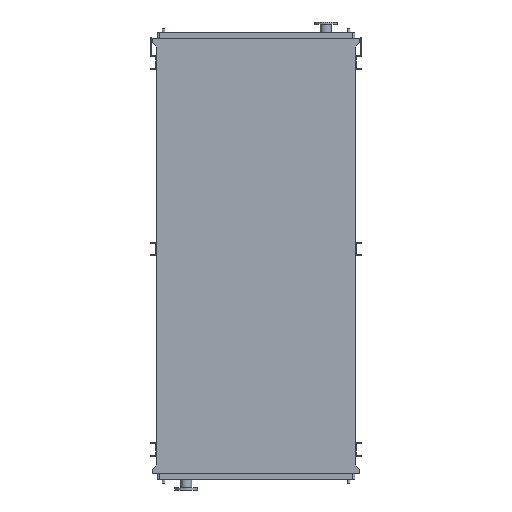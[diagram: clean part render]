
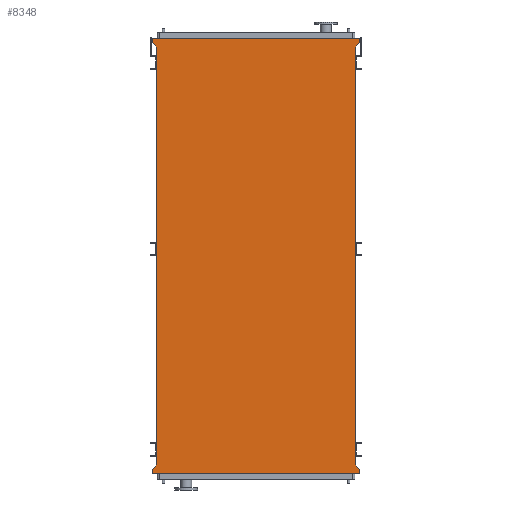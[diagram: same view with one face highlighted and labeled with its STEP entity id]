
A CAD part, front view. The second image highlights one B-rep face of the part: STEP entity #8348.
In plain terms, the highlighted planar face has unit normal (0, -1, 0).
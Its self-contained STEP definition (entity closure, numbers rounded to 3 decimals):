
#342 = DIRECTION ( 'NONE',  ( 0., 0., -1. ) ) ;
#364 = CARTESIAN_POINT ( 'NONE',  ( 1011., 0., 95. ) ) ;
#911 = CARTESIAN_POINT ( 'NONE',  ( -965., 0., 0. ) ) ;
#986 = LINE ( 'NONE', #20248, #5276 ) ;
#1179 = CARTESIAN_POINT ( 'NONE',  ( 1011., 0., 95. ) ) ;
#1441 = LINE ( 'NONE', #5669, #18784 ) ;
#2263 = DIRECTION ( 'NONE',  ( -0.655, 0., -0.755 ) ) ;
#2392 = VECTOR ( 'NONE', #7261, 1000. ) ;
#2471 = CARTESIAN_POINT ( 'NONE',  ( 1011., 0., 53. ) ) ;
#2912 = ORIENTED_EDGE ( 'NONE', *, *, #9130, .F. ) ;
#3343 = LINE ( 'NONE', #4453, #16360 ) ;
#3347 = CARTESIAN_POINT ( 'NONE',  ( 1011., 0., 53. ) ) ;
#3396 = LINE ( 'NONE', #364, #16846 ) ;
#3528 = DIRECTION ( 'NONE',  ( 0.655, 0., -0.755 ) ) ;
#3553 = CARTESIAN_POINT ( 'NONE',  ( 1011., 0., -4103. ) ) ;
#3582 = DIRECTION ( 'NONE',  ( 0., 0., -1. ) ) ;
#4174 = CARTESIAN_POINT ( 'NONE',  ( 1011., 0., -4145. ) ) ;
#4265 = DIRECTION ( 'NONE',  ( -1., 0., 0. ) ) ;
#4420 = EDGE_CURVE ( 'NONE', #18446, #13294, #20120, .T. ) ;
#4453 = CARTESIAN_POINT ( 'NONE',  ( 965., 0., -4050. ) ) ;
#4643 = CARTESIAN_POINT ( 'NONE',  ( 1011., 0., -4145. ) ) ;
#4744 = VECTOR ( 'NONE', #2263, 1000. ) ;
#4904 = ORIENTED_EDGE ( 'NONE', *, *, #10932, .F. ) ;
#4932 = AXIS2_PLACEMENT_3D ( 'NONE', #16488, #14464, #14291 ) ;
#5054 = VERTEX_POINT ( 'NONE', #8020 ) ;
#5276 = VECTOR ( 'NONE', #11388, 1000. ) ;
#5669 = CARTESIAN_POINT ( 'NONE',  ( -1011., 0., 53. ) ) ;
#5862 = DIRECTION ( 'NONE',  ( 0., 0., 1. ) ) ;
#6129 = VERTEX_POINT ( 'NONE', #3347 ) ;
#6473 = CARTESIAN_POINT ( 'NONE',  ( -1011., 0., -4103. ) ) ;
#6548 = CARTESIAN_POINT ( 'NONE',  ( -965., 0., -4050. ) ) ;
#6694 = VERTEX_POINT ( 'NONE', #14409 ) ;
#7056 = DIRECTION ( 'NONE',  ( 0., 0., 1. ) ) ;
#7119 = CARTESIAN_POINT ( 'NONE',  ( -1011., 0., -4145. ) ) ;
#7256 = CARTESIAN_POINT ( 'NONE',  ( -1011., 0., -4103. ) ) ;
#7261 = DIRECTION ( 'NONE',  ( 0.655, 0., 0.755 ) ) ;
#7830 = LINE ( 'NONE', #8046, #16157 ) ;
#7905 = EDGE_CURVE ( 'NONE', #19916, #20381, #20831, .T. ) ;
#8020 = CARTESIAN_POINT ( 'NONE',  ( -1011., 0., 53. ) ) ;
#8046 = CARTESIAN_POINT ( 'NONE',  ( -965., 0., 0. ) ) ;
#8348 = ADVANCED_FACE ( 'NONE', ( #18210 ), #15315, .T. ) ;
#8734 = VECTOR ( 'NONE', #3582, 1000. ) ;
#8915 = ORIENTED_EDGE ( 'NONE', *, *, #10627, .F. ) ;
#8946 = EDGE_CURVE ( 'NONE', #6129, #20381, #18195, .T. ) ;
#8985 = EDGE_CURVE ( 'NONE', #14237, #6129, #3396, .T. ) ;
#9130 = EDGE_CURVE ( 'NONE', #5054, #14704, #1441, .T. ) ;
#9258 = EDGE_CURVE ( 'NONE', #13294, #5054, #7830, .T. ) ;
#9490 = ORIENTED_EDGE ( 'NONE', *, *, #10902, .F. ) ;
#9875 = LINE ( 'NONE', #4174, #20339 ) ;
#10262 = CARTESIAN_POINT ( 'NONE',  ( -1011., 0., -4145. ) ) ;
#10627 = EDGE_CURVE ( 'NONE', #12986, #18446, #12370, .T. ) ;
#10649 = EDGE_CURVE ( 'NONE', #14929, #12986, #15706, .T. ) ;
#10902 = EDGE_CURVE ( 'NONE', #20745, #14929, #9875, .T. ) ;
#10929 = EDGE_CURVE ( 'NONE', #6694, #20745, #13047, .T. ) ;
#10932 = EDGE_CURVE ( 'NONE', #19916, #6694, #3343, .T. ) ;
#11388 = DIRECTION ( 'NONE',  ( 1., 0., 0. ) ) ;
#11790 = ORIENTED_EDGE ( 'NONE', *, *, #7905, .T. ) ;
#11891 = VECTOR ( 'NONE', #7056, 1000. ) ;
#12370 = LINE ( 'NONE', #7256, #2392 ) ;
#12731 = ORIENTED_EDGE ( 'NONE', *, *, #9258, .F. ) ;
#12986 = VERTEX_POINT ( 'NONE', #6473 ) ;
#13047 = LINE ( 'NONE', #3553, #8734 ) ;
#13294 = VERTEX_POINT ( 'NONE', #911 ) ;
#13404 = CARTESIAN_POINT ( 'NONE',  ( -1011., 0., 95. ) ) ;
#13456 = DIRECTION ( 'NONE',  ( -0.655, 0., 0.755 ) ) ;
#13581 = VECTOR ( 'NONE', #14004, 1000. ) ;
#13745 = CARTESIAN_POINT ( 'NONE',  ( 965., 0., -4050. ) ) ;
#14004 = DIRECTION ( 'NONE',  ( 0., 0., 1. ) ) ;
#14237 = VERTEX_POINT ( 'NONE', #1179 ) ;
#14291 = DIRECTION ( 'NONE',  ( 0., 0., -1. ) ) ;
#14409 = CARTESIAN_POINT ( 'NONE',  ( 1011., 0., -4103. ) ) ;
#14464 = DIRECTION ( 'NONE',  ( 0., -1., 0. ) ) ;
#14704 = VERTEX_POINT ( 'NONE', #13404 ) ;
#14929 = VERTEX_POINT ( 'NONE', #10262 ) ;
#15315 = PLANE ( 'NONE',  #4932 ) ;
#15525 = CARTESIAN_POINT ( 'NONE',  ( 965., 0., -4050. ) ) ;
#15617 = ORIENTED_EDGE ( 'NONE', *, *, #8946, .F. ) ;
#15653 = VECTOR ( 'NONE', #17471, 1000. ) ;
#15706 = LINE ( 'NONE', #7119, #11891 ) ;
#16055 = ORIENTED_EDGE ( 'NONE', *, *, #8985, .F. ) ;
#16157 = VECTOR ( 'NONE', #13456, 1000. ) ;
#16360 = VECTOR ( 'NONE', #3528, 1000. ) ;
#16488 = CARTESIAN_POINT ( 'NONE',  ( -965., 0., -4050. ) ) ;
#16846 = VECTOR ( 'NONE', #342, 1000. ) ;
#17449 = CARTESIAN_POINT ( 'NONE',  ( -965., 0., -4050. ) ) ;
#17471 = DIRECTION ( 'NONE',  ( 0., 0., 1. ) ) ;
#18195 = LINE ( 'NONE', #2471, #4744 ) ;
#18210 = FACE_OUTER_BOUND ( 'NONE', #20981, .T. ) ;
#18446 = VERTEX_POINT ( 'NONE', #6548 ) ;
#18784 = VECTOR ( 'NONE', #5862, 1000. ) ;
#19706 = ORIENTED_EDGE ( 'NONE', *, *, #19808, .F. ) ;
#19711 = CARTESIAN_POINT ( 'NONE',  ( 965., 0., 0. ) ) ;
#19808 = EDGE_CURVE ( 'NONE', #14704, #14237, #986, .T. ) ;
#19916 = VERTEX_POINT ( 'NONE', #15525 ) ;
#20096 = ORIENTED_EDGE ( 'NONE', *, *, #4420, .F. ) ;
#20120 = LINE ( 'NONE', #17449, #15653 ) ;
#20248 = CARTESIAN_POINT ( 'NONE',  ( -1011., 0., 95. ) ) ;
#20339 = VECTOR ( 'NONE', #4265, 1000. ) ;
#20381 = VERTEX_POINT ( 'NONE', #19711 ) ;
#20478 = ORIENTED_EDGE ( 'NONE', *, *, #10649, .F. ) ;
#20745 = VERTEX_POINT ( 'NONE', #4643 ) ;
#20831 = LINE ( 'NONE', #13745, #13581 ) ;
#20892 = ORIENTED_EDGE ( 'NONE', *, *, #10929, .F. ) ;
#20981 = EDGE_LOOP ( 'NONE', ( #11790, #15617, #16055, #19706, #2912, #12731, #20096, #8915, #20478, #9490, #20892, #4904 ) ) ;
